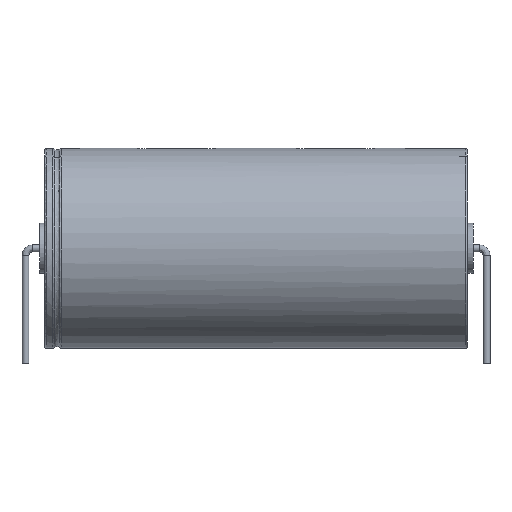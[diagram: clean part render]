
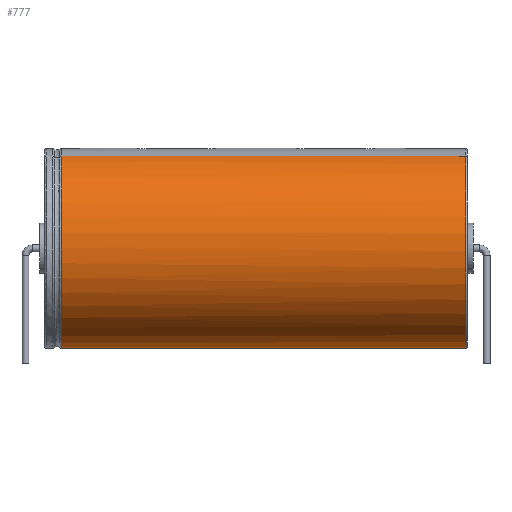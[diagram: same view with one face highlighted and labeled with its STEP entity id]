
A CAD part, front view. The second image highlights one B-rep face of the part: STEP entity #777.
In plain terms, the highlighted cylindrical face has radius 13 mm (diameter 26 mm), a partial arc.
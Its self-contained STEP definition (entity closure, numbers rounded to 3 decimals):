
#138=VERTEX_POINT('',#139);
#139=CARTESIAN_POINT('',(57.3,-4.975,25.01));
#145=EDGE_CURVE('',#146,#138,#148,.T.);
#146=VERTEX_POINT('',#147);
#147=CARTESIAN_POINT('',(4.635,-4.975,25.01));
#148=LINE('',#149,#150);
#149=CARTESIAN_POINT('',(4.5,-4.975,25.01));
#150=VECTOR('',#151,1.);
#151=DIRECTION('',(1.,0.,0.));
#196=DIRECTION('',(-1.,0.,0.));
#366=VERTEX_POINT('',#367);
#367=CARTESIAN_POINT('',(57.3,4.975,25.01));
#371=DIRECTION('',(0.,0.383,0.924));
#372=ORIENTED_EDGE('',*,*,#373,.F.);
#373=EDGE_CURVE('',#374,#366,#376,.T.);
#374=VERTEX_POINT('',#375);
#375=CARTESIAN_POINT('',(4.635,4.975,25.01));
#376=LINE('',#377,#150);
#377=CARTESIAN_POINT('',(4.5,4.975,25.01));
#703=ORIENTED_EDGE('',*,*,#704,.T.);
#704=EDGE_CURVE('',#374,#146,#705,.T.);
#705=B_SPLINE_CURVE_WITH_KNOTS('',12,(#706,#707,#708,#709,#710,#711,#712,#713,#714,#715,#716,#717,#718,#719,#720,#721,#722,#723,#724,#725,#726,#727,#728,#729,#730,#731,#732,#733,#734,#735,#736,#737,#738,#739,#740),.UNSPECIFIED.,.F.,.F.,(13,11,11,13),(-3.045,0.,71.471,74.516),.UNSPECIFIED.);
#706=CARTESIAN_POINT('',(4.635,2.161,26.176));
#707=CARTESIAN_POINT('',(4.635,2.398,26.078));
#708=CARTESIAN_POINT('',(4.635,2.633,25.98));
#709=CARTESIAN_POINT('',(4.635,2.869,25.883));
#710=CARTESIAN_POINT('',(4.635,3.104,25.785));
#711=CARTESIAN_POINT('',(4.635,3.339,25.688));
#712=CARTESIAN_POINT('',(4.635,3.574,25.591));
#713=CARTESIAN_POINT('',(4.635,3.808,25.494));
#714=CARTESIAN_POINT('',(4.635,4.042,25.397));
#715=CARTESIAN_POINT('',(4.635,4.276,25.3));
#716=CARTESIAN_POINT('',(4.635,4.509,25.203));
#717=CARTESIAN_POINT('',(4.635,4.742,25.107));
#718=CARTESIAN_POINT('',(4.635,10.439,22.747));
#719=CARTESIAN_POINT('',(4.635,14.864,17.736));
#720=CARTESIAN_POINT('',(4.635,16.616,10.502));
#721=CARTESIAN_POINT('',(4.635,14.336,2.745));
#722=CARTESIAN_POINT('',(4.635,8.646,-3.03));
#723=CARTESIAN_POINT('',(4.635,0.,-5.925));
#724=CARTESIAN_POINT('',(4.635,-8.646,-3.03));
#725=CARTESIAN_POINT('',(4.635,-14.336,2.745));
#726=CARTESIAN_POINT('',(4.635,-16.616,10.502));
#727=CARTESIAN_POINT('',(4.635,-14.864,17.736));
#728=CARTESIAN_POINT('',(4.635,-10.439,22.747));
#729=CARTESIAN_POINT('',(4.635,-4.742,25.107));
#730=CARTESIAN_POINT('',(4.635,-4.509,25.203));
#731=CARTESIAN_POINT('',(4.635,-4.276,25.3));
#732=CARTESIAN_POINT('',(4.635,-4.042,25.397));
#733=CARTESIAN_POINT('',(4.635,-3.808,25.494));
#734=CARTESIAN_POINT('',(4.635,-3.574,25.591));
#735=CARTESIAN_POINT('',(4.635,-3.339,25.688));
#736=CARTESIAN_POINT('',(4.635,-3.104,25.785));
#737=CARTESIAN_POINT('',(4.635,-2.869,25.883));
#738=CARTESIAN_POINT('',(4.635,-2.633,25.98));
#739=CARTESIAN_POINT('',(4.635,-2.398,26.078));
#740=CARTESIAN_POINT('',(4.635,-2.161,26.176));
#777=ADVANCED_FACE('',(#778),#786,.T.);
#778=FACE_BOUND('',#779,.F.);
#779=EDGE_LOOP('',(#372,#703,#780,#781));
#780=ORIENTED_EDGE('',*,*,#145,.T.);
#781=ORIENTED_EDGE('',*,*,#782,.F.);
#782=EDGE_CURVE('',#366,#138,#783,.T.);
#783=CIRCLE('',#784,13.);
#784=AXIS2_PLACEMENT_3D('',#785,#196,#371);
#785=CARTESIAN_POINT('',(57.3,0.,13.));
#786=CYLINDRICAL_SURFACE('',#787,13.);
#787=AXIS2_PLACEMENT_3D('',#788,#151,#371);
#788=CARTESIAN_POINT('',(4.5,0.,13.));
